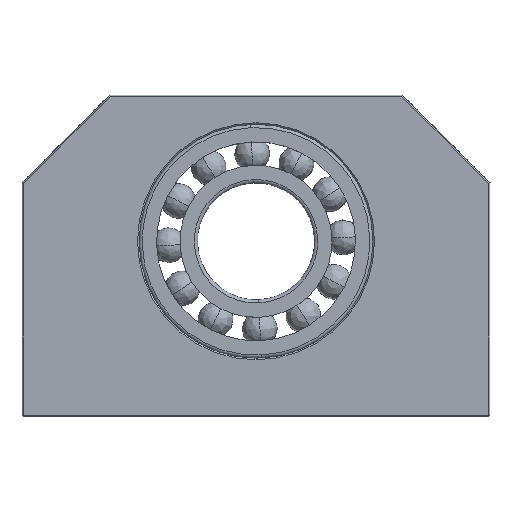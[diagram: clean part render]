
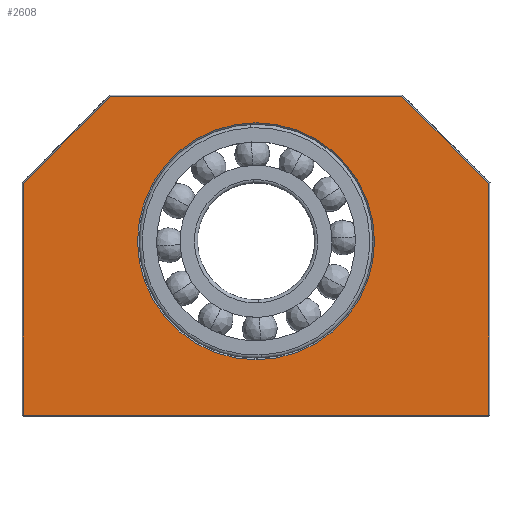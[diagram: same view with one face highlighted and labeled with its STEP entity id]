
A CAD part, top view. The second image highlights one B-rep face of the part: STEP entity #2608.
In plain terms, the highlighted planar face has unit normal (0, 0, 1).
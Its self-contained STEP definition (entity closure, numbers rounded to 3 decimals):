
#84 = VERTEX_POINT ( 'NONE', #2758 ) ;
#820 = CARTESIAN_POINT ( 'NONE',  ( 49.793, 109.5, 37. ) ) ;
#986 = DIRECTION ( 'NONE',  ( 1., 0., 0. ) ) ;
#1025 = VERTEX_POINT ( 'NONE', #4397 ) ;
#1093 = EDGE_LOOP ( 'NONE', ( #6957, #3623 ) ) ;
#1233 = DIRECTION ( 'NONE',  ( 0., 0., 1. ) ) ;
#1690 = DIRECTION ( 'NONE',  ( -1., 0., 0. ) ) ;
#1710 = FACE_OUTER_BOUND ( 'NONE', #5431, .T. ) ;
#2469 = DIRECTION ( 'NONE',  ( 0., 0., 1. ) ) ;
#2608 = ADVANCED_FACE ( 'NONE', ( #14455, #1710 ), #5725, .T. ) ;
#2712 = CARTESIAN_POINT ( 'NONE',  ( -79.5, 0.5, 37. ) ) ;
#2758 = CARTESIAN_POINT ( 'NONE',  ( 79.5, 79.793, 37. ) ) ;
#2843 = AXIS2_PLACEMENT_3D ( 'NONE', #2712, #1233, #14344 ) ;
#2932 = EDGE_CURVE ( 'NONE', #1025, #84, #6325, .T. ) ;
#2945 = AXIS2_PLACEMENT_3D ( 'NONE', #3971, #2469, #986 ) ;
#3085 = VECTOR ( 'NONE', #3536, 1000. ) ;
#3195 = CARTESIAN_POINT ( 'NONE',  ( 0., 109.5, 37. ) ) ;
#3204 = LINE ( 'NONE', #13344, #9851 ) ;
#3459 = ORIENTED_EDGE ( 'NONE', *, *, #5502, .T. ) ;
#3536 = DIRECTION ( 'NONE',  ( -0.707, 0.707, 0. ) ) ;
#3623 = ORIENTED_EDGE ( 'NONE', *, *, #4025, .F. ) ;
#3909 = EDGE_CURVE ( 'NONE', #11903, #13453, #3204, .T. ) ;
#3971 = CARTESIAN_POINT ( 'NONE',  ( 0., 60., 37. ) ) ;
#4009 = ORIENTED_EDGE ( 'NONE', *, *, #11567, .T. ) ;
#4025 = EDGE_CURVE ( 'NONE', #8363, #6636, #10699, .T. ) ;
#4251 = DIRECTION ( 'NONE',  ( -0.707, -0.707, 0. ) ) ;
#4397 = CARTESIAN_POINT ( 'NONE',  ( 79.5, 0.5, 37. ) ) ;
#4458 = ORIENTED_EDGE ( 'NONE', *, *, #11673, .T. ) ;
#4694 = LINE ( 'NONE', #3195, #12772 ) ;
#5026 = CARTESIAN_POINT ( 'NONE',  ( 79.5, 79.793, 37. ) ) ;
#5386 = EDGE_CURVE ( 'NONE', #6636, #8363, #8503, .T. ) ;
#5431 = EDGE_LOOP ( 'NONE', ( #4458, #3459, #4009, #7158, #6889, #8362 ) ) ;
#5502 = EDGE_CURVE ( 'NONE', #14480, #10177, #4694, .T. ) ;
#5725 = PLANE ( 'NONE',  #2843 ) ;
#5751 = CARTESIAN_POINT ( 'NONE',  ( -49.793, 109.5, 37. ) ) ;
#6325 = LINE ( 'NONE', #13470, #14550 ) ;
#6538 = LINE ( 'NONE', #5026, #3085 ) ;
#6636 = VERTEX_POINT ( 'NONE', #7452 ) ;
#6889 = ORIENTED_EDGE ( 'NONE', *, *, #7492, .T. ) ;
#6957 = ORIENTED_EDGE ( 'NONE', *, *, #5386, .F. ) ;
#7158 = ORIENTED_EDGE ( 'NONE', *, *, #3909, .T. ) ;
#7238 = LINE ( 'NONE', #5751, #13564 ) ;
#7452 = CARTESIAN_POINT ( 'NONE',  ( 40.5, 60., 37. ) ) ;
#7492 = EDGE_CURVE ( 'NONE', #13453, #1025, #13392, .T. ) ;
#8157 = CARTESIAN_POINT ( 'NONE',  ( -49.793, 109.5, 37. ) ) ;
#8362 = ORIENTED_EDGE ( 'NONE', *, *, #2932, .T. ) ;
#8363 = VERTEX_POINT ( 'NONE', #11152 ) ;
#8503 = CIRCLE ( 'NONE', #2945, 40.5 ) ;
#9821 = DIRECTION ( 'NONE',  ( 1., 0., 0. ) ) ;
#9851 = VECTOR ( 'NONE', #11841, 1000. ) ;
#10177 = VERTEX_POINT ( 'NONE', #8157 ) ;
#10402 = DIRECTION ( 'NONE',  ( 1., 0., 0. ) ) ;
#10699 = CIRCLE ( 'NONE', #11731, 40.5 ) ;
#10737 = CARTESIAN_POINT ( 'NONE',  ( -79.5, 0.5, 37. ) ) ;
#11152 = CARTESIAN_POINT ( 'NONE',  ( -40.5, 60., 37. ) ) ;
#11282 = VECTOR ( 'NONE', #10402, 1000. ) ;
#11315 = DIRECTION ( 'NONE',  ( 0., 0., 1. ) ) ;
#11567 = EDGE_CURVE ( 'NONE', #10177, #11903, #7238, .T. ) ;
#11673 = EDGE_CURVE ( 'NONE', #84, #14480, #6538, .T. ) ;
#11731 = AXIS2_PLACEMENT_3D ( 'NONE', #12805, #11315, #9821 ) ;
#11841 = DIRECTION ( 'NONE',  ( 0., -1., 0. ) ) ;
#11886 = CARTESIAN_POINT ( 'NONE',  ( 0., 0.5, 37. ) ) ;
#11903 = VERTEX_POINT ( 'NONE', #13914 ) ;
#11970 = DIRECTION ( 'NONE',  ( 0., 1., 0. ) ) ;
#12772 = VECTOR ( 'NONE', #1690, 1000. ) ;
#12805 = CARTESIAN_POINT ( 'NONE',  ( 0., 60., 37. ) ) ;
#13344 = CARTESIAN_POINT ( 'NONE',  ( -79.5, 55., 37. ) ) ;
#13392 = LINE ( 'NONE', #11886, #11282 ) ;
#13453 = VERTEX_POINT ( 'NONE', #10737 ) ;
#13470 = CARTESIAN_POINT ( 'NONE',  ( 79.5, 55., 37. ) ) ;
#13564 = VECTOR ( 'NONE', #4251, 1000. ) ;
#13914 = CARTESIAN_POINT ( 'NONE',  ( -79.5, 79.793, 37. ) ) ;
#14344 = DIRECTION ( 'NONE',  ( 1., 0., 0. ) ) ;
#14455 = FACE_BOUND ( 'NONE', #1093, .T. ) ;
#14480 = VERTEX_POINT ( 'NONE', #820 ) ;
#14550 = VECTOR ( 'NONE', #11970, 1000. ) ;
